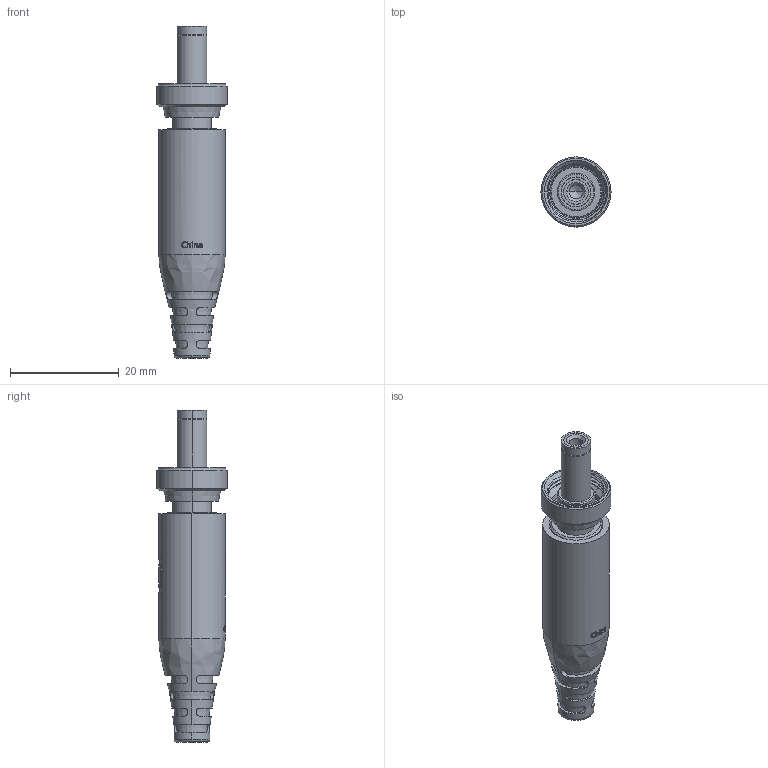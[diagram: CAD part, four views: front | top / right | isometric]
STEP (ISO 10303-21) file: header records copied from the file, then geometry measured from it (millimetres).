
FILE_DESCRIPTION (( 'STEP AP203' ), '1' );
FILE_NAME ('55-00205.STEP', '2025-03-31T18:59:57', ( '' ), ( '' ), 'SwSTEP 2.0', 'SolidWorks 2021', '' );
FILE_SCHEMA (( 'CONFIG_CONTROL_DESIGN' ));
Length unit declared in the file: millimetre
Products named in the file (12): 50-01077_Floating locking ring_Step; 50-01077_Center pin terminal___; 50-01077_Glass fiber___; 50-01077_Center pin___; 50-01077_Cable clamp sleeve terminal___; 50-01077_Outer tube___; 55-00205; 56-00035; 50-01077___; 50-01077_Tip insulator___; 3.6(3.2-3.8)___; jiaoke.STEP
Assembly tree (11 placements, depth 3):
  55-00205
    56-00035
      3.6(3.2-3.8)___
      jiaoke.STEP
    50-01077___
      50-01077_Tip insulator___
      50-01077_Outer tube___
      50-01077_Cable clamp sleeve terminal___
      50-01077_Glass fiber___
      50-01077_Floating locking ring_Step
      50-01077_Center pin terminal___
      50-01077_Center pin___
Bounding box: 12.9 x 12.9 x 61.03 mm (x, y, z)
Volume: 3501.3 mm3; surface area: 7090.6 mm2
Topology: 9 solids, 9 shells, 400 faces, 983 edges, 630 vertices
Faces by surface type: cylinder 146, plane 128, cone 63, bspline 59, torus 4
Entity records: 18066 total; most frequent: CARTESIAN_POINT 7798, ORIENTED_EDGE 1958, DIRECTION 1768, EDGE_CURVE 979, AXIS2_PLACEMENT_3D 679, VERTEX_POINT 630, EDGE_LOOP 455, VECTOR 410
